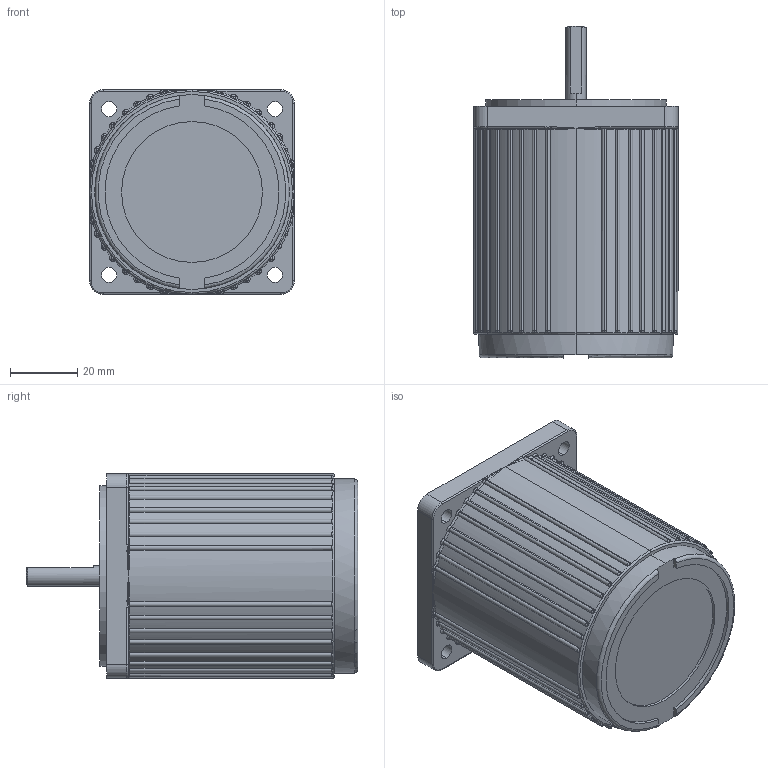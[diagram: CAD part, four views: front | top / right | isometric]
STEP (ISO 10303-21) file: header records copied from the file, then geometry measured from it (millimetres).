
FILE_DESCRIPTION (( 'STEP AP203' ), '1' );
FILE_NAME ('2IK6A.STEP', '2020-01-07T02:55:05', ( 'Sky123.Org' ), ( 'Sky123.Org' ), 'SwSTEP 2.0', 'SolidWorks 2014', '' );
FILE_SCHEMA (( 'CONFIG_CONTROL_DESIGN' ));
Length unit declared in the file: millimetre
Products named in the file (1): 2IK6A
Bounding box: 61 x 99 x 61 mm (x, y, z)
Volume: 225334.8 mm3; surface area: 24716.3 mm2
Topology: 1 solids, 1 shells, 383 faces, 942 edges, 547 vertices
Faces by surface type: torus 151, cylinder 118, plane 59, bspline 51, cone 2, sphere 2
Entity records: 12710 total; most frequent: CARTESIAN_POINT 3927, DIRECTION 1918, ORIENTED_EDGE 1848, EDGE_CURVE 924, AXIS2_PLACEMENT_3D 882, CIRCLE 549, VERTEX_POINT 547, EDGE_LOOP 395
